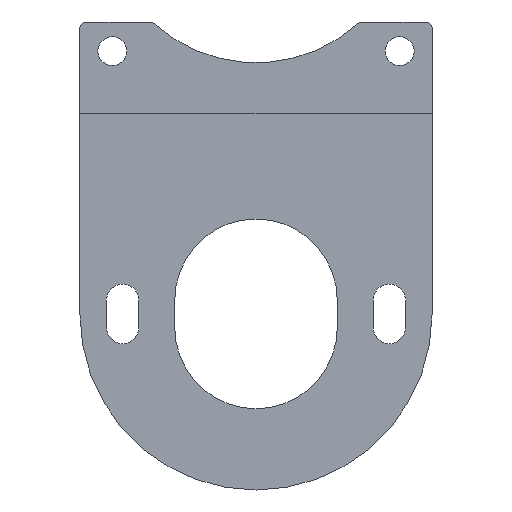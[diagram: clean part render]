
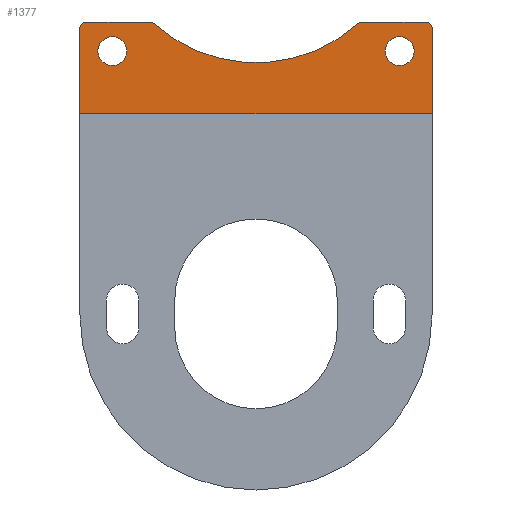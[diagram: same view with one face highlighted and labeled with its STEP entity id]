
A CAD part, front view. The second image highlights one B-rep face of the part: STEP entity #1377.
In plain terms, the highlighted planar face has unit normal (0, -1, 0).
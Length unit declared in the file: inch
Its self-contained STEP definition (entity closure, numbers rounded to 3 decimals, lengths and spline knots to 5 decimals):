
#11 = CARTESIAN_POINT ( 'NONE',  ( -0.625, 0.08, 1.0523 ) ) ;
#17 = EDGE_LOOP ( 'NONE', ( #1288, #142, #881, #384, #828, #1110, #858, #904, #182, #1071 ) ) ;
#22 = ORIENTED_EDGE ( 'NONE', *, *, #1236, .T. ) ;
#25 = CARTESIAN_POINT ( 'NONE',  ( -0.3926, 0.08, 1.0523 ) ) ;
#37 = DIRECTION ( 'NONE',  ( 0., 0., 1. ) ) ;
#40 = VECTOR ( 'NONE', #765, 39.37008 ) ;
#41 = DIRECTION ( 'NONE',  ( 0., 1., 0. ) ) ;
#47 = CARTESIAN_POINT ( 'NONE',  ( 0., 0.08, 1.48936 ) ) ;
#56 = CARTESIAN_POINT ( 'NONE',  ( -0.53033, 0.08, 1.02292 ) ) ;
#59 = CARTESIAN_POINT ( 'NONE',  ( 0.53033, 0.08, 1.02292 ) ) ;
#63 = CARTESIAN_POINT ( 'NONE',  ( 0.625, 0.08, 1.0773 ) ) ;
#74 = DIRECTION ( 'NONE',  ( 0., 0., 1. ) ) ;
#103 = DIRECTION ( 'NONE',  ( 0., 0., 1. ) ) ;
#104 = DIRECTION ( 'NONE',  ( 0., 1., 0. ) ) ;
#107 = VECTOR ( 'NONE', #1036, 39.37008 ) ;
#108 = CARTESIAN_POINT ( 'NONE',  ( 0.53033, 0.08, 0.96967 ) ) ;
#132 = CARTESIAN_POINT ( 'NONE',  ( 0.53033, 0.08, 0.96967 ) ) ;
#142 = ORIENTED_EDGE ( 'NONE', *, *, #1248, .T. ) ;
#160 = ORIENTED_EDGE ( 'NONE', *, *, #1182, .T. ) ;
#182 = ORIENTED_EDGE ( 'NONE', *, *, #591, .T. ) ;
#192 = VERTEX_POINT ( 'NONE', #365 ) ;
#197 = DIRECTION ( 'NONE',  ( 0., 0., 1. ) ) ;
#230 = DIRECTION ( 'NONE',  ( 0., -1., 0. ) ) ;
#231 = CARTESIAN_POINT ( 'NONE',  ( 0.65, 0.08, 1.0523 ) ) ;
#237 = VERTEX_POINT ( 'NONE', #296 ) ;
#239 = FACE_OUTER_BOUND ( 'NONE', #17, .T. ) ;
#263 = CARTESIAN_POINT ( 'NONE',  ( 0.37589, 0.08, 1.0709 ) ) ;
#267 = DIRECTION ( 'NONE',  ( 0., 0., 1. ) ) ;
#270 = CARTESIAN_POINT ( 'NONE',  ( -0.625, 0.08, 1.0773 ) ) ;
#284 = DIRECTION ( 'NONE',  ( 0., 0., 1. ) ) ;
#285 = ORIENTED_EDGE ( 'NONE', *, *, #859, .T. ) ;
#286 = VERTEX_POINT ( 'NONE', #59 ) ;
#289 = DIRECTION ( 'NONE',  ( 0., -1., 0. ) ) ;
#291 = CIRCLE ( 'NONE', #1374, 0.05325 ) ;
#295 = CARTESIAN_POINT ( 'NONE',  ( 0.3926, 0.08, 1.0523 ) ) ;
#296 = CARTESIAN_POINT ( 'NONE',  ( -0.3926, 0.08, 1.0773 ) ) ;
#299 = CARTESIAN_POINT ( 'NONE',  ( 0.65, 0.08, 1.0773 ) ) ;
#303 = CARTESIAN_POINT ( 'NONE',  ( 0.3926, 0.08, 1.0773 ) ) ;
#310 = LINE ( 'NONE', #879, #1392 ) ;
#314 = CARTESIAN_POINT ( 'NONE',  ( 0.65, 0.08, 0.738 ) ) ;
#326 = DIRECTION ( 'NONE',  ( 0., 1., 0. ) ) ;
#330 = CIRCLE ( 'NONE', #1074, 0.5625 ) ;
#365 = CARTESIAN_POINT ( 'NONE',  ( -0.53033, 0.08, 0.91642 ) ) ;
#368 = CARTESIAN_POINT ( 'NONE',  ( -0.65, 0.08, 1.0523 ) ) ;
#378 = CARTESIAN_POINT ( 'NONE',  ( 0.53033, 0.08, 0.91642 ) ) ;
#384 = ORIENTED_EDGE ( 'NONE', *, *, #1264, .T. ) ;
#430 = LINE ( 'NONE', #1037, #107 ) ;
#431 = DIRECTION ( 'NONE',  ( 0., 0., 1. ) ) ;
#436 = DIRECTION ( 'NONE',  ( 0., -1., 0. ) ) ;
#445 = EDGE_CURVE ( 'NONE', #1023, #711, #430, .T. ) ;
#494 = PLANE ( 'NONE',  #1013 ) ;
#499 = EDGE_CURVE ( 'NONE', #579, #721, #1217, .T. ) ;
#504 = DIRECTION ( 'NONE',  ( 0., 0., 1. ) ) ;
#525 = DIRECTION ( 'NONE',  ( 0., -1., 0. ) ) ;
#557 = CARTESIAN_POINT ( 'NONE',  ( -0.65, 0.08, 1.0773 ) ) ;
#558 = CARTESIAN_POINT ( 'NONE',  ( 0.625, 0.08, 1.0523 ) ) ;
#560 = FACE_BOUND ( 'NONE', #1012, .T. ) ;
#579 = VERTEX_POINT ( 'NONE', #616 ) ;
#591 = EDGE_CURVE ( 'NONE', #688, #579, #1122, .T. ) ;
#595 = CIRCLE ( 'NONE', #1063, 0.025 ) ;
#600 = DIRECTION ( 'NONE',  ( 0., 0., -1. ) ) ;
#616 = CARTESIAN_POINT ( 'NONE',  ( -0.65, 0.08, 0.738 ) ) ;
#659 = CARTESIAN_POINT ( 'NONE',  ( 0., 0.08, 0. ) ) ;
#672 = ORIENTED_EDGE ( 'NONE', *, *, #1223, .T. ) ;
#688 = VERTEX_POINT ( 'NONE', #368 ) ;
#709 = CIRCLE ( 'NONE', #1136, 0.05325 ) ;
#711 = VERTEX_POINT ( 'NONE', #303 ) ;
#721 = VERTEX_POINT ( 'NONE', #314 ) ;
#733 = EDGE_CURVE ( 'NONE', #721, #1116, #815, .T. ) ;
#748 = DIRECTION ( 'NONE',  ( 0., 0., 1. ) ) ;
#764 = DIRECTION ( 'NONE',  ( 0., 1., 0. ) ) ;
#765 = DIRECTION ( 'NONE',  ( 1., 0., 0. ) ) ;
#769 = VERTEX_POINT ( 'NONE', #270 ) ;
#778 = VECTOR ( 'NONE', #600, 39.37008 ) ;
#815 = LINE ( 'NONE', #299, #1349 ) ;
#817 = DIRECTION ( 'NONE',  ( 0., 0., 1. ) ) ;
#821 = DIRECTION ( 'NONE',  ( 0., 1., 0. ) ) ;
#828 = ORIENTED_EDGE ( 'NONE', *, *, #1279, .T. ) ;
#830 = CARTESIAN_POINT ( 'NONE',  ( -0.53033, 0.08, 0.96967 ) ) ;
#841 = CIRCLE ( 'NONE', #1055, 0.025 ) ;
#848 = DIRECTION ( 'NONE',  ( -1., 0., 0. ) ) ;
#858 = ORIENTED_EDGE ( 'NONE', *, *, #1047, .T. ) ;
#859 = EDGE_CURVE ( 'NONE', #1261, #286, #291, .T. ) ;
#876 = CARTESIAN_POINT ( 'NONE',  ( -0.65, 0.08, 0.738 ) ) ;
#879 = CARTESIAN_POINT ( 'NONE',  ( -0.65, 0.08, 1.0773 ) ) ;
#881 = ORIENTED_EDGE ( 'NONE', *, *, #445, .T. ) ;
#904 = ORIENTED_EDGE ( 'NONE', *, *, #1285, .T. ) ;
#942 = CIRCLE ( 'NONE', #1112, 0.025 ) ;
#960 = EDGE_LOOP ( 'NONE', ( #672, #160 ) ) ;
#971 = DIRECTION ( 'NONE',  ( 0., 0., 1. ) ) ;
#978 = DIRECTION ( 'NONE',  ( 0., 1., 0. ) ) ;
#985 = CARTESIAN_POINT ( 'NONE',  ( -0.53033, 0.08, 0.96967 ) ) ;
#1010 = VERTEX_POINT ( 'NONE', #56 ) ;
#1012 = EDGE_LOOP ( 'NONE', ( #22, #285 ) ) ;
#1013 = AXIS2_PLACEMENT_3D ( 'NONE', #659, #326, #197 ) ;
#1023 = VERTEX_POINT ( 'NONE', #63 ) ;
#1036 = DIRECTION ( 'NONE',  ( -1., 0., 0. ) ) ;
#1037 = CARTESIAN_POINT ( 'NONE',  ( -0.65, 0.08, 1.0773 ) ) ;
#1047 = EDGE_CURVE ( 'NONE', #237, #769, #310, .T. ) ;
#1055 = AXIS2_PLACEMENT_3D ( 'NONE', #11, #230, #74 ) ;
#1061 = FACE_BOUND ( 'NONE', #960, .T. ) ;
#1063 = AXIS2_PLACEMENT_3D ( 'NONE', #25, #436, #431 ) ;
#1071 = ORIENTED_EDGE ( 'NONE', *, *, #499, .T. ) ;
#1074 = AXIS2_PLACEMENT_3D ( 'NONE', #47, #41, #37 ) ;
#1110 = ORIENTED_EDGE ( 'NONE', *, *, #1283, .T. ) ;
#1112 = AXIS2_PLACEMENT_3D ( 'NONE', #295, #289, #267 ) ;
#1116 = VERTEX_POINT ( 'NONE', #231 ) ;
#1122 = LINE ( 'NONE', #557, #778 ) ;
#1133 = AXIS2_PLACEMENT_3D ( 'NONE', #558, #525, #504 ) ;
#1135 = VERTEX_POINT ( 'NONE', #1273 ) ;
#1136 = AXIS2_PLACEMENT_3D ( 'NONE', #132, #764, #748 ) ;
#1159 = AXIS2_PLACEMENT_3D ( 'NONE', #830, #821, #817 ) ;
#1182 = EDGE_CURVE ( 'NONE', #192, #1010, #1251, .T. ) ;
#1197 = CIRCLE ( 'NONE', #1133, 0.025 ) ;
#1217 = LINE ( 'NONE', #876, #40 ) ;
#1221 = CIRCLE ( 'NONE', #1159, 0.05325 ) ;
#1223 = EDGE_CURVE ( 'NONE', #1010, #192, #1221, .T. ) ;
#1236 = EDGE_CURVE ( 'NONE', #286, #1261, #709, .T. ) ;
#1248 = EDGE_CURVE ( 'NONE', #1116, #1023, #1197, .T. ) ;
#1251 = CIRCLE ( 'NONE', #1267, 0.05325 ) ;
#1261 = VERTEX_POINT ( 'NONE', #378 ) ;
#1264 = EDGE_CURVE ( 'NONE', #711, #1274, #942, .T. ) ;
#1267 = AXIS2_PLACEMENT_3D ( 'NONE', #985, #978, #971 ) ;
#1273 = CARTESIAN_POINT ( 'NONE',  ( -0.37589, 0.08, 1.0709 ) ) ;
#1274 = VERTEX_POINT ( 'NONE', #263 ) ;
#1279 = EDGE_CURVE ( 'NONE', #1274, #1135, #330, .T. ) ;
#1283 = EDGE_CURVE ( 'NONE', #1135, #237, #595, .T. ) ;
#1285 = EDGE_CURVE ( 'NONE', #769, #688, #841, .T. ) ;
#1288 = ORIENTED_EDGE ( 'NONE', *, *, #733, .T. ) ;
#1349 = VECTOR ( 'NONE', #284, 39.37008 ) ;
#1374 = AXIS2_PLACEMENT_3D ( 'NONE', #108, #104, #103 ) ;
#1377 = ADVANCED_FACE ( 'NONE', ( #1061, #560, #239 ), #494, .F. ) ;
#1392 = VECTOR ( 'NONE', #848, 39.37008 ) ;
